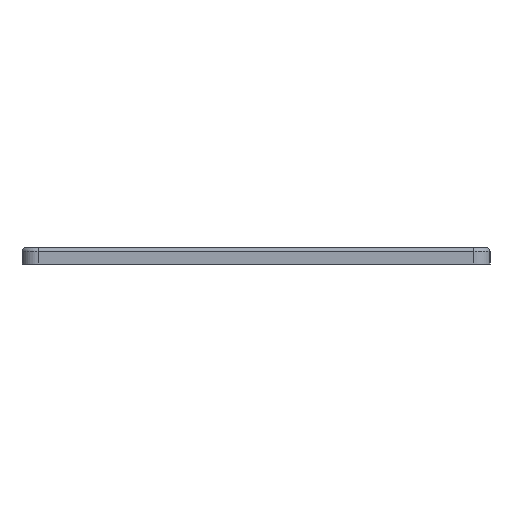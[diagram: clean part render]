
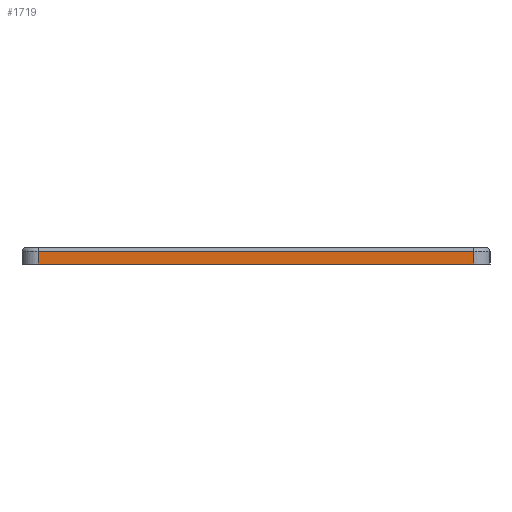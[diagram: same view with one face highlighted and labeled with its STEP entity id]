
A CAD part, front view. The second image highlights one B-rep face of the part: STEP entity #1719.
In plain terms, the highlighted planar face has unit normal (0, -1, 0).
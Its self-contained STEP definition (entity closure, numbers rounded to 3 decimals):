
#44=PLANE('',#1953);
#55=LINE('',#2608,#178);
#140=LINE('',#2980,#263);
#167=LINE('',#3048,#290);
#168=LINE('',#3050,#291);
#178=VECTOR('',#2029,10.);
#263=VECTOR('',#2452,10.);
#290=VECTOR('',#2535,10.);
#291=VECTOR('',#2538,10.);
#441=FACE_OUTER_BOUND('',#549,.T.);
#549=EDGE_LOOP('',(#1579,#1580,#1581,#1582));
#702=VERTEX_POINT('',#2600);
#704=VERTEX_POINT('',#2606);
#821=VERTEX_POINT('',#2977);
#822=VERTEX_POINT('',#2979);
#865=EDGE_CURVE('',#704,#702,#55,.T.);
#1051=EDGE_CURVE('',#822,#821,#140,.T.);
#1086=EDGE_CURVE('',#822,#704,#167,.T.);
#1087=EDGE_CURVE('',#821,#702,#168,.T.);
#1579=ORIENTED_EDGE('',*,*,#865,.F.);
#1580=ORIENTED_EDGE('',*,*,#1086,.F.);
#1581=ORIENTED_EDGE('',*,*,#1051,.T.);
#1582=ORIENTED_EDGE('',*,*,#1087,.T.);
#1719=ADVANCED_FACE('',(#441),#44,.T.);
#1953=AXIS2_PLACEMENT_3D('',#3049,#2536,#2537);
#2029=DIRECTION('',(1.,0.,0.));
#2452=DIRECTION('',(1.,0.,0.));
#2535=DIRECTION('',(0.,0.,1.));
#2536=DIRECTION('center_axis',(0.,-1.,0.));
#2537=DIRECTION('ref_axis',(1.,0.,0.));
#2538=DIRECTION('',(0.,0.,1.));
#2600=CARTESIAN_POINT('',(-25.673,65.681,2.46));
#2606=CARTESIAN_POINT('',(-52.673,65.681,2.46));
#2608=CARTESIAN_POINT('',(-45.923,65.681,2.46));
#2977=CARTESIAN_POINT('',(-25.673,65.681,1.66));
#2979=CARTESIAN_POINT('',(-52.673,65.681,1.66));
#2980=CARTESIAN_POINT('',(-52.673,65.681,1.66));
#3048=CARTESIAN_POINT('',(-52.673,65.681,1.66));
#3049=CARTESIAN_POINT('Origin',(-52.673,65.681,1.66));
#3050=CARTESIAN_POINT('',(-25.673,65.681,1.66));
